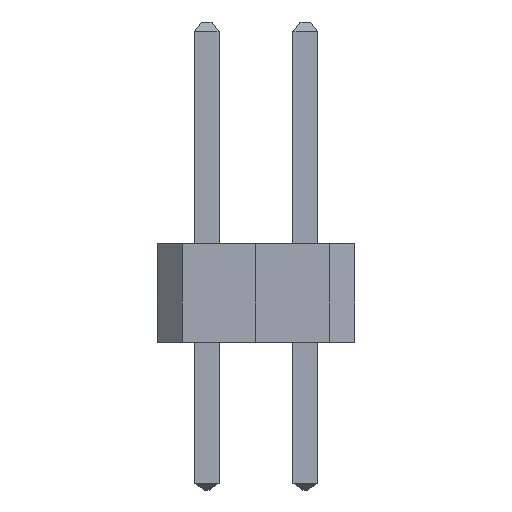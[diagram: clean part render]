
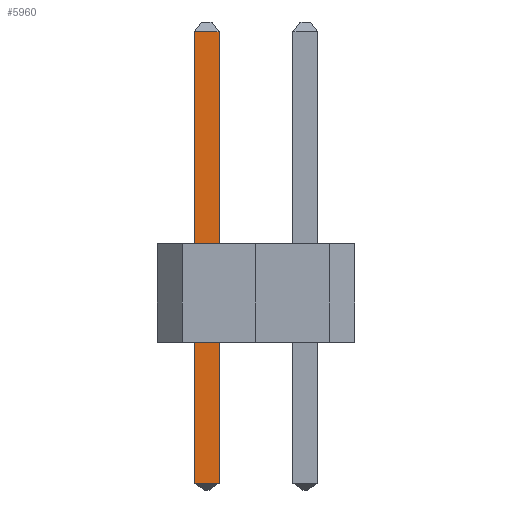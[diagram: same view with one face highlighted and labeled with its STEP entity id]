
A CAD part, left-side view. The second image highlights one B-rep face of the part: STEP entity #5960.
In plain terms, the highlighted planar face has unit normal (-1, 0, 0).
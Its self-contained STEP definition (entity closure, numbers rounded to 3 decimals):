
#261 = DIRECTION ( 'NONE',  ( 0., 0., 1. ) ) ;
#1461 = DIRECTION ( 'NONE',  ( 0., 0., 1. ) ) ;
#1640 = EDGE_CURVE ( 'NONE', #2842, #15187, #12465, .T. ) ;
#2128 = EDGE_CURVE ( 'NONE', #2842, #9366, #11721, .T. ) ;
#2375 = CARTESIAN_POINT ( 'NONE',  ( -9.25, 1.25, 6.3 ) ) ;
#2403 = ORIENTED_EDGE ( 'NONE', *, *, #1640, .F. ) ;
#2842 = VERTEX_POINT ( 'NONE', #13669 ) ;
#3182 = EDGE_CURVE ( 'NONE', #9366, #8847, #6313, .T. ) ;
#3904 = CARTESIAN_POINT ( 'NONE',  ( -9.25, 1.25, 6.3 ) ) ;
#4281 = PLANE ( 'NONE',  #8470 ) ;
#4511 = VECTOR ( 'NONE', #1461, 1000. ) ;
#4893 = CARTESIAN_POINT ( 'NONE',  ( -9.25, 1.25, -3. ) ) ;
#5140 = LINE ( 'NONE', #3904, #8946 ) ;
#5166 = VECTOR ( 'NONE', #9460, 1000. ) ;
#5804 = ORIENTED_EDGE ( 'NONE', *, *, #14007, .T. ) ;
#5960 = ADVANCED_FACE ( 'NONE', ( #6744 ), #4281, .T. ) ;
#6093 = VECTOR ( 'NONE', #11234, 1000. ) ;
#6313 = LINE ( 'NONE', #8569, #6093 ) ;
#6744 = FACE_OUTER_BOUND ( 'NONE', #8082, .T. ) ;
#7260 = CARTESIAN_POINT ( 'NONE',  ( -9.25, 0.75, 6.3 ) ) ;
#7616 = DIRECTION ( 'NONE',  ( -1., 0., 0. ) ) ;
#8082 = EDGE_LOOP ( 'NONE', ( #14124, #5804, #2403, #12848 ) ) ;
#8470 = AXIS2_PLACEMENT_3D ( 'NONE', #10436, #7616, #261 ) ;
#8569 = CARTESIAN_POINT ( 'NONE',  ( -9.25, 0.75, -3. ) ) ;
#8847 = VERTEX_POINT ( 'NONE', #7260 ) ;
#8946 = VECTOR ( 'NONE', #15076, 1000. ) ;
#9366 = VERTEX_POINT ( 'NONE', #10456 ) ;
#9460 = DIRECTION ( 'NONE',  ( 0., -1., 0. ) ) ;
#10436 = CARTESIAN_POINT ( 'NONE',  ( -9.25, 1.25, -3. ) ) ;
#10456 = CARTESIAN_POINT ( 'NONE',  ( -9.25, 0.75, -2.86 ) ) ;
#10754 = CARTESIAN_POINT ( 'NONE',  ( -9.25, 0.75, -2.86 ) ) ;
#11234 = DIRECTION ( 'NONE',  ( 0., 0., 1. ) ) ;
#11721 = LINE ( 'NONE', #10754, #5166 ) ;
#12465 = LINE ( 'NONE', #4893, #4511 ) ;
#12848 = ORIENTED_EDGE ( 'NONE', *, *, #2128, .T. ) ;
#13669 = CARTESIAN_POINT ( 'NONE',  ( -9.25, 1.25, -2.86 ) ) ;
#14007 = EDGE_CURVE ( 'NONE', #8847, #15187, #5140, .T. ) ;
#14124 = ORIENTED_EDGE ( 'NONE', *, *, #3182, .T. ) ;
#15076 = DIRECTION ( 'NONE',  ( 0., 1., 0. ) ) ;
#15187 = VERTEX_POINT ( 'NONE', #2375 ) ;
